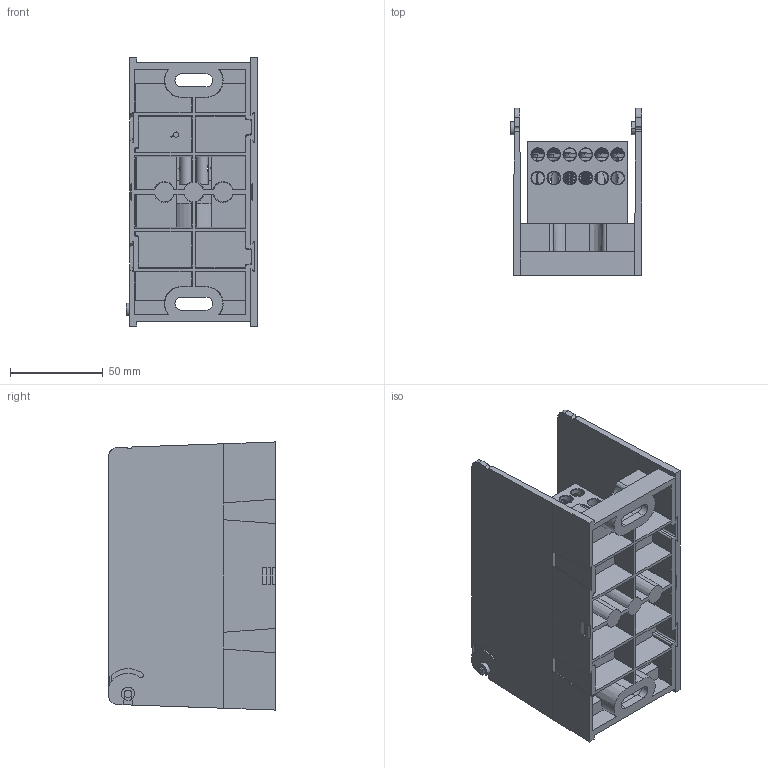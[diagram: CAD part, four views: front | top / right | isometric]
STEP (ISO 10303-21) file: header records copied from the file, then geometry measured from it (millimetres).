
FILE_DESCRIPTION (( 'STEP AP214' ), '1' );
FILE_NAME ('702018rev-1P.STEP', '2015-06-18T18:47:35', ( '' ), ( '' ), 'SwSTEP 2.0', 'SolidWorks 2014', '' );
FILE_SCHEMA (( 'AUTOMOTIVE_DESIGN' ));
Length unit declared in the file: inch
Products named in the file (1): 702018rev-1P
Bounding box: 71.25 x 90.17 x 144.78 mm (x, y, z)
Surface area: 116343 mm2 (no closed solid volume)
Topology: 0 solids, 41 shells, 577 faces, 2070 edges, 1467 vertices
Faces by surface type: plane 224, cone 181, cylinder 172
Entity records: 37795 total; most frequent: CARTESIAN_POINT 13798, ORIENTED_EDGE 3380, DIRECTION 3014, EDGE_CURVE 2070, VERTEX_POINT 1467, LINE 1128, VECTOR 1128, AXIS2_PLACEMENT_3D 943
